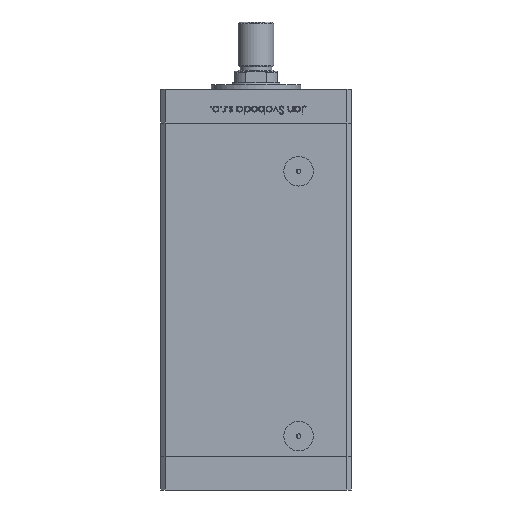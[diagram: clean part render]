
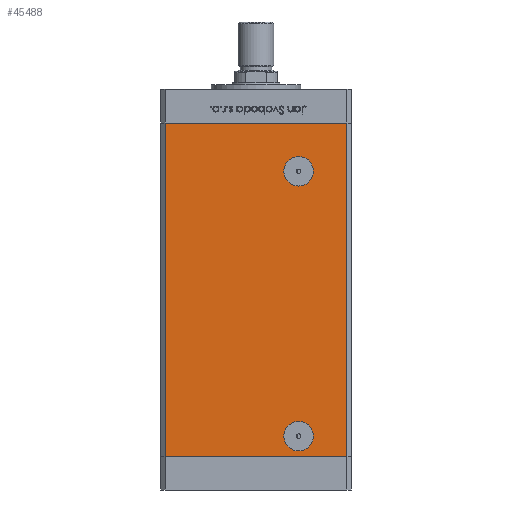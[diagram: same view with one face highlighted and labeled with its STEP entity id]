
A CAD part, front view. The second image highlights one B-rep face of the part: STEP entity #45488.
In plain terms, the highlighted planar face has unit normal (0, -1, 0).
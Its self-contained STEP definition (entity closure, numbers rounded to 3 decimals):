
#19 = EDGE_CURVE ( 'NONE', #20576, #37633, #49368, .T. ) ;
#648 = DIRECTION ( 'NONE',  ( 0., 0., 1. ) ) ;
#1148 = DIRECTION ( 'NONE',  ( 0., -1., 0. ) ) ;
#1262 = CARTESIAN_POINT ( 'NONE',  ( 19., -37.5, 15.58 ) ) ;
#2015 = EDGE_CURVE ( 'NONE', #37633, #20576, #8764, .T. ) ;
#2275 = VERTEX_POINT ( 'NONE', #48428 ) ;
#2564 = DIRECTION ( 'NONE',  ( 0., 0., -1. ) ) ;
#2828 = DIRECTION ( 'NONE',  ( 0., 1., 0. ) ) ;
#3458 = VERTEX_POINT ( 'NONE', #40199 ) ;
#6159 = CARTESIAN_POINT ( 'NONE',  ( 19., -37.5, 133.58 ) ) ;
#6594 = DIRECTION ( 'NONE',  ( 1., 0., 0. ) ) ;
#8367 = EDGE_CURVE ( 'NONE', #48946, #11094, #43977, .T. ) ;
#8695 = EDGE_CURVE ( 'NONE', #3458, #20806, #42588, .T. ) ;
#8736 = ORIENTED_EDGE ( 'NONE', *, *, #12639, .T. ) ;
#8764 = CIRCLE ( 'NONE', #11306, 6.58 ) ;
#10511 = CARTESIAN_POINT ( 'NONE',  ( -40.5, -37.5, 148.5 ) ) ;
#11094 = VERTEX_POINT ( 'NONE', #15792 ) ;
#11306 = AXIS2_PLACEMENT_3D ( 'NONE', #48761, #12453, #28621 ) ;
#11789 = FACE_BOUND ( 'NONE', #25248, .T. ) ;
#12453 = DIRECTION ( 'NONE',  ( 0., 1., 0. ) ) ;
#12571 = PLANE ( 'NONE',  #40435 ) ;
#12639 = EDGE_CURVE ( 'NONE', #3458, #48946, #26475, .T. ) ;
#12667 = CIRCLE ( 'NONE', #29588, 6.58 ) ;
#12994 = AXIS2_PLACEMENT_3D ( 'NONE', #51196, #31056, #47471 ) ;
#13589 = EDGE_CURVE ( 'NONE', #2275, #20669, #12667, .T. ) ;
#14753 = ORIENTED_EDGE ( 'NONE', *, *, #8695, .F. ) ;
#14797 = ORIENTED_EDGE ( 'NONE', *, *, #28758, .F. ) ;
#15560 = CARTESIAN_POINT ( 'NONE',  ( 19., -37.5, 127. ) ) ;
#15792 = CARTESIAN_POINT ( 'NONE',  ( 40.5, -37.5, 0. ) ) ;
#15941 = ORIENTED_EDGE ( 'NONE', *, *, #19, .T. ) ;
#16868 = VECTOR ( 'NONE', #30458, 1000. ) ;
#17762 = LINE ( 'NONE', #33936, #41227 ) ;
#18002 = CARTESIAN_POINT ( 'NONE',  ( -40.5, -37.5, 148.5 ) ) ;
#18346 = ORIENTED_EDGE ( 'NONE', *, *, #8367, .T. ) ;
#19976 = VECTOR ( 'NONE', #6594, 1000. ) ;
#20576 = VERTEX_POINT ( 'NONE', #31786 ) ;
#20669 = VERTEX_POINT ( 'NONE', #1262 ) ;
#20806 = VERTEX_POINT ( 'NONE', #48133 ) ;
#25248 = EDGE_LOOP ( 'NONE', ( #46429, #14797 ) ) ;
#25628 = ORIENTED_EDGE ( 'NONE', *, *, #44020, .F. ) ;
#26475 = LINE ( 'NONE', #18002, #16868 ) ;
#27634 = VECTOR ( 'NONE', #34907, 1000. ) ;
#27958 = FACE_BOUND ( 'NONE', #41482, .T. ) ;
#28621 = DIRECTION ( 'NONE',  ( 0., 0., -1. ) ) ;
#28758 = EDGE_CURVE ( 'NONE', #20669, #2275, #42621, .T. ) ;
#29588 = AXIS2_PLACEMENT_3D ( 'NONE', #33507, #1148, #49661 ) ;
#30458 = DIRECTION ( 'NONE',  ( 0., 0., -1. ) ) ;
#31056 = DIRECTION ( 'NONE',  ( 0., -1., 0. ) ) ;
#31786 = CARTESIAN_POINT ( 'NONE',  ( 19., -37.5, 120.42 ) ) ;
#31792 = CARTESIAN_POINT ( 'NONE',  ( -40.5, -37.5, 0. ) ) ;
#33507 = CARTESIAN_POINT ( 'NONE',  ( 19., -37.5, 9. ) ) ;
#33936 = CARTESIAN_POINT ( 'NONE',  ( 40.5, -37.5, 148.5 ) ) ;
#34907 = DIRECTION ( 'NONE',  ( 1., 0., 0. ) ) ;
#36689 = CARTESIAN_POINT ( 'NONE',  ( -40.5, -37.5, 148.5 ) ) ;
#36962 = FACE_OUTER_BOUND ( 'NONE', #42694, .T. ) ;
#37633 = VERTEX_POINT ( 'NONE', #6159 ) ;
#38997 = ORIENTED_EDGE ( 'NONE', *, *, #2015, .T. ) ;
#39988 = CARTESIAN_POINT ( 'NONE',  ( -40.5, -37.5, 0. ) ) ;
#40199 = CARTESIAN_POINT ( 'NONE',  ( -40.5, -37.5, 148.5 ) ) ;
#40435 = AXIS2_PLACEMENT_3D ( 'NONE', #36689, #44386, #648 ) ;
#41227 = VECTOR ( 'NONE', #50090, 1000. ) ;
#41482 = EDGE_LOOP ( 'NONE', ( #15941, #38997 ) ) ;
#42588 = LINE ( 'NONE', #10511, #27634 ) ;
#42621 = CIRCLE ( 'NONE', #12994, 6.58 ) ;
#42694 = EDGE_LOOP ( 'NONE', ( #18346, #25628, #14753, #8736 ) ) ;
#43977 = LINE ( 'NONE', #31792, #19976 ) ;
#44020 = EDGE_CURVE ( 'NONE', #20806, #11094, #17762, .T. ) ;
#44386 = DIRECTION ( 'NONE',  ( 0., 1., 0. ) ) ;
#45488 = ADVANCED_FACE ( 'NONE', ( #11789, #36962, #27958 ), #12571, .F. ) ;
#46429 = ORIENTED_EDGE ( 'NONE', *, *, #13589, .F. ) ;
#47471 = DIRECTION ( 'NONE',  ( 0., 0., -1. ) ) ;
#47681 = AXIS2_PLACEMENT_3D ( 'NONE', #15560, #2828, #2564 ) ;
#48133 = CARTESIAN_POINT ( 'NONE',  ( 40.5, -37.5, 148.5 ) ) ;
#48428 = CARTESIAN_POINT ( 'NONE',  ( 19., -37.5, 2.42 ) ) ;
#48761 = CARTESIAN_POINT ( 'NONE',  ( 19., -37.5, 127. ) ) ;
#48946 = VERTEX_POINT ( 'NONE', #39988 ) ;
#49368 = CIRCLE ( 'NONE', #47681, 6.58 ) ;
#49661 = DIRECTION ( 'NONE',  ( 0., 0., -1. ) ) ;
#50090 = DIRECTION ( 'NONE',  ( 0., 0., -1. ) ) ;
#51196 = CARTESIAN_POINT ( 'NONE',  ( 19., -37.5, 9. ) ) ;
